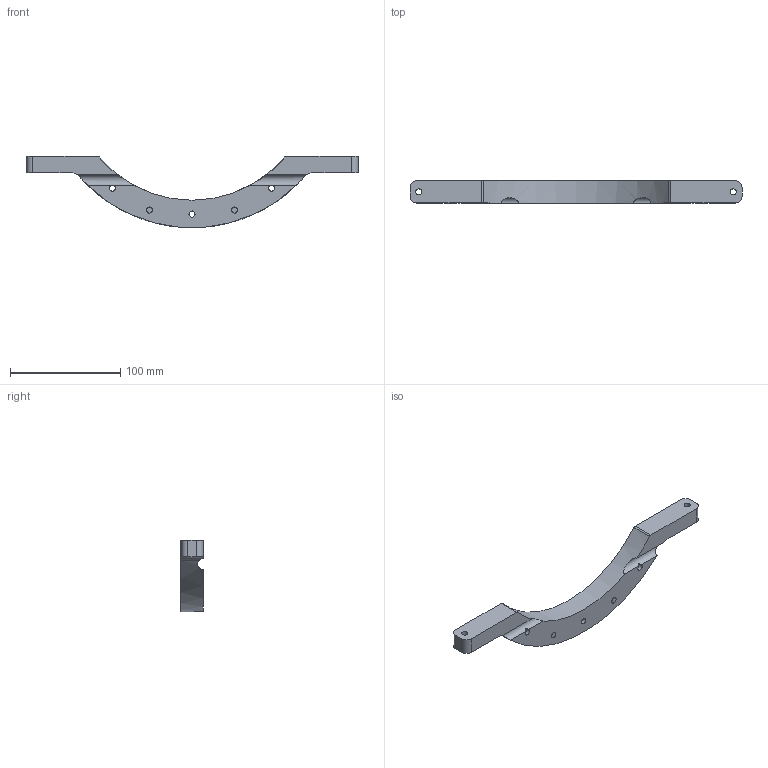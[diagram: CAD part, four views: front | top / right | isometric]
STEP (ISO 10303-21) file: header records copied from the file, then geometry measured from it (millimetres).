
FILE_DESCRIPTION(/* description */ (''),/* implementation_level */ '2;1');
FILE_NAME(/* name */ 'Cylinder 80-20 Spacer_2 cable hole v1.step',/* time_stamp */ '2025-05-31T14:02:20-04:00',/* author */ (''),/* organization */ (''),/* preprocessor_version */ 'ST-DEVELOPER v20.1',/* originating_system */ 'Autodesk Translation Framework v14.10.0.0',/* authorisation */ '');
FILE_SCHEMA (('AUTOMOTIVE_DESIGN { 1 0 10303 214 3 1 1 }'));
Length unit declared in the file: millimetre
Products named in the file (1): Cylinder 80-20 Spacer_2 cable hole
Bounding box: 300.7 x 20 x 64.88 mm (x, y, z)
Volume: 135820.5 mm3; surface area: 30628.4 mm2
Topology: 3 solids, 3 shells, 39 faces, 99 edges, 66 vertices
Faces by surface type: cylinder 23, plane 16
Full cylindrical faces by diameter (mm): 5.5 x9, 8.8 x2
Entity records: 1370 total; most frequent: CARTESIAN_POINT 333, DIRECTION 217, ORIENTED_EDGE 198, EDGE_CURVE 99, AXIS2_PLACEMENT_3D 86, VERTEX_POINT 66, EDGE_LOOP 53, CIRCLE 46
